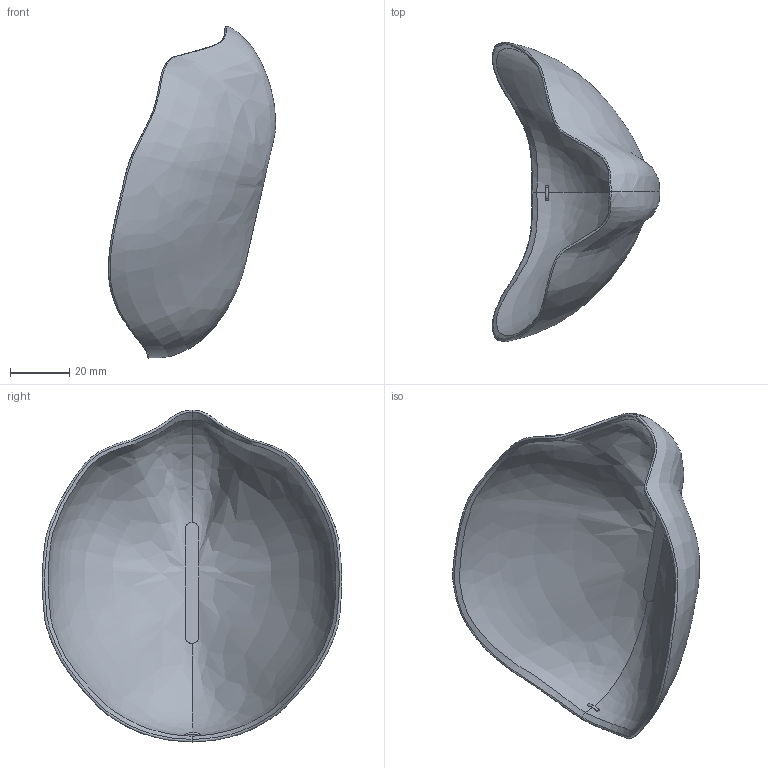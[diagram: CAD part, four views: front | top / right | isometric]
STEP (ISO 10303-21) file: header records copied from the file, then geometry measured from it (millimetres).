
FILE_DESCRIPTION(/* description */ (''),/* implementation_level */ '2;1');
FILE_NAME(/* name */ 'Sample.stp',/* time_stamp */ '2021-01-01T23:17:01+08:00',/* author */ ('logan'),/* organization */ (''),/* preprocessor_version */ 'ST-DEVELOPER v18',/* originating_system */ 'Autodesk Inventor 2020',/* authorisation */ '');
FILE_SCHEMA (('AUTOMOTIVE_DESIGN { 1 0 10303 214 3 1 1 }'));
Length unit declared in the file: millimetre
Products named in the file (1): Sample
Bounding box: 56.63 x 101.4 x 112.35 mm (x, y, z)
Volume: 24408.4 mm3; surface area: 27845.1 mm2
Topology: 1 solids, 1 shells, 11 faces, 70 edges, 61 vertices
Faces by surface type: bspline 9, plane 2
Entity records: 13468 total; most frequent: CARTESIAN_POINT 13025, ORIENTED_EDGE 140, B_SPLINE_CURVE_WITH_KNOTS 70, EDGE_CURVE 70, VERTEX_POINT 61, EDGE_LOOP 13, FACE_OUTER_BOUND 11, ADVANCED_FACE 11
